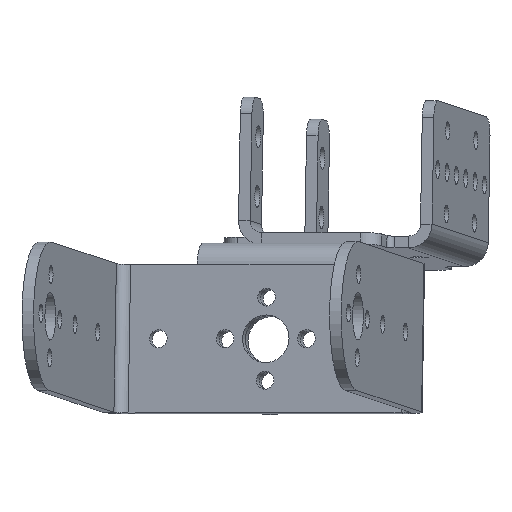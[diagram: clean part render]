
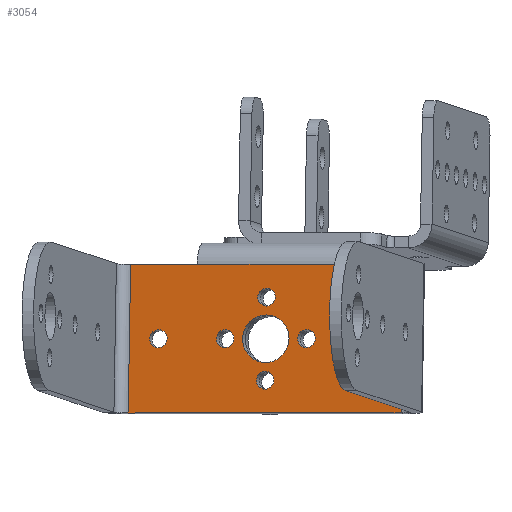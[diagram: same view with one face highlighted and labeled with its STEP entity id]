
A CAD part, top view. The second image highlights one B-rep face of the part: STEP entity #3054.
In plain terms, the highlighted face is planar.
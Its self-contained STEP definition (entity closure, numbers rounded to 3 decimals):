
#296=FACE_BOUND('',#782,.T.);
#297=FACE_BOUND('',#783,.T.);
#298=FACE_BOUND('',#784,.T.);
#299=FACE_BOUND('',#785,.T.);
#300=FACE_BOUND('',#786,.T.);
#301=FACE_BOUND('',#787,.T.);
#302=FACE_BOUND('',#788,.T.);
#360=PLANE('',#3576);
#510=FACE_OUTER_BOUND('',#781,.T.);
#781=EDGE_LOOP('',(#2802,#2803,#2804,#2805));
#782=EDGE_LOOP('',(#2806));
#783=EDGE_LOOP('',(#2807));
#784=EDGE_LOOP('',(#2808));
#785=EDGE_LOOP('',(#2809));
#786=EDGE_LOOP('',(#2810));
#787=EDGE_LOOP('',(#2811));
#788=EDGE_LOOP('',(#2812));
#978=LINE('',#5343,#1186);
#985=LINE('',#5365,#1193);
#987=LINE('',#5369,#1195);
#989=LINE('',#5387,#1197);
#1186=VECTOR('',#4428,10.);
#1193=VECTOR('',#4455,10.);
#1195=VECTOR('',#4461,10.);
#1197=VECTOR('',#4481,10.);
#1382=CIRCLE('',#3563,1.5);
#1383=CIRCLE('',#3565,4.);
#1384=CIRCLE('',#3567,1.5);
#1385=CIRCLE('',#3569,1.5);
#1386=CIRCLE('',#3571,1.5);
#1387=CIRCLE('',#3573,1.5);
#1388=CIRCLE('',#3575,1.5);
#1616=VERTEX_POINT('',#5333);
#1617=VERTEX_POINT('',#5337);
#1621=VERTEX_POINT('',#5357);
#1622=VERTEX_POINT('',#5361);
#1630=VERTEX_POINT('',#5389);
#1631=VERTEX_POINT('',#5393);
#1632=VERTEX_POINT('',#5397);
#1633=VERTEX_POINT('',#5401);
#1634=VERTEX_POINT('',#5405);
#1635=VERTEX_POINT('',#5409);
#1636=VERTEX_POINT('',#5413);
#1992=EDGE_CURVE('',#1616,#1617,#978,.T.);
#2003=EDGE_CURVE('',#1621,#1622,#985,.T.);
#2005=EDGE_CURVE('',#1617,#1621,#987,.T.);
#2014=EDGE_CURVE('',#1622,#1616,#989,.T.);
#2016=EDGE_CURVE('',#1630,#1630,#1382,.T.);
#2018=EDGE_CURVE('',#1631,#1631,#1383,.T.);
#2020=EDGE_CURVE('',#1632,#1632,#1384,.T.);
#2022=EDGE_CURVE('',#1633,#1633,#1385,.T.);
#2024=EDGE_CURVE('',#1634,#1634,#1386,.T.);
#2026=EDGE_CURVE('',#1635,#1635,#1387,.T.);
#2028=EDGE_CURVE('',#1636,#1636,#1388,.T.);
#2802=ORIENTED_EDGE('',*,*,#1992,.T.);
#2803=ORIENTED_EDGE('',*,*,#2005,.T.);
#2804=ORIENTED_EDGE('',*,*,#2003,.T.);
#2805=ORIENTED_EDGE('',*,*,#2014,.T.);
#2806=ORIENTED_EDGE('',*,*,#2028,.T.);
#2807=ORIENTED_EDGE('',*,*,#2026,.T.);
#2808=ORIENTED_EDGE('',*,*,#2024,.T.);
#2809=ORIENTED_EDGE('',*,*,#2022,.T.);
#2810=ORIENTED_EDGE('',*,*,#2020,.T.);
#2811=ORIENTED_EDGE('',*,*,#2018,.T.);
#2812=ORIENTED_EDGE('',*,*,#2016,.T.);
#3054=ADVANCED_FACE('',(#510,#296,#297,#298,#299,#300,#301,#302),#360,.T.);
#3563=AXIS2_PLACEMENT_3D('',#5391,#4485,#4486);
#3565=AXIS2_PLACEMENT_3D('',#5395,#4490,#4491);
#3567=AXIS2_PLACEMENT_3D('',#5399,#4495,#4496);
#3569=AXIS2_PLACEMENT_3D('',#5403,#4500,#4501);
#3571=AXIS2_PLACEMENT_3D('',#5407,#4505,#4506);
#3573=AXIS2_PLACEMENT_3D('',#5411,#4510,#4511);
#3575=AXIS2_PLACEMENT_3D('',#5415,#4515,#4516);
#3576=AXIS2_PLACEMENT_3D('',#5416,#4517,#4518);
#4428=DIRECTION('',(0.,-1.,0.));
#4455=DIRECTION('',(0.,1.,0.));
#4461=DIRECTION('',(1.,0.,0.));
#4481=DIRECTION('',(-1.,0.,0.));
#4485=DIRECTION('center_axis',(0.,0.,-1.));
#4486=DIRECTION('ref_axis',(1.,0.,0.));
#4490=DIRECTION('center_axis',(0.,0.,-1.));
#4491=DIRECTION('ref_axis',(1.,0.,0.));
#4495=DIRECTION('center_axis',(0.,0.,-1.));
#4496=DIRECTION('ref_axis',(1.,0.,0.));
#4500=DIRECTION('center_axis',(0.,0.,-1.));
#4501=DIRECTION('ref_axis',(1.,0.,0.));
#4505=DIRECTION('center_axis',(0.,0.,-1.));
#4506=DIRECTION('ref_axis',(1.,0.,0.));
#4510=DIRECTION('center_axis',(0.,0.,-1.));
#4511=DIRECTION('ref_axis',(1.,0.,0.));
#4515=DIRECTION('center_axis',(0.,0.,-1.));
#4516=DIRECTION('ref_axis',(1.,0.,0.));
#4517=DIRECTION('center_axis',(0.,0.,1.));
#4518=DIRECTION('ref_axis',(1.,0.,0.));
#5333=CARTESIAN_POINT('',(-23.5,12.5,2.));
#5337=CARTESIAN_POINT('',(-23.5,-12.5,2.));
#5343=CARTESIAN_POINT('',(-23.5,6.25,2.));
#5357=CARTESIAN_POINT('',(23.5,-12.5,2.));
#5361=CARTESIAN_POINT('',(23.5,12.5,2.));
#5365=CARTESIAN_POINT('',(23.5,-6.25,2.));
#5369=CARTESIAN_POINT('',(-27.5,-12.5,2.));
#5387=CARTESIAN_POINT('',(27.5,12.5,2.));
#5389=CARTESIAN_POINT('',(-1.5,7.,2.));
#5391=CARTESIAN_POINT('Origin',(0.,7.,2.));
#5393=CARTESIAN_POINT('',(-4.,0.,2.));
#5395=CARTESIAN_POINT('Origin',(0.,0.,2.));
#5397=CARTESIAN_POINT('',(-8.5,0.,2.));
#5399=CARTESIAN_POINT('Origin',(-7.,0.,2.));
#5401=CARTESIAN_POINT('',(-20.,0.,2.));
#5403=CARTESIAN_POINT('Origin',(-18.5,0.,2.));
#5405=CARTESIAN_POINT('',(5.5,0.,2.));
#5407=CARTESIAN_POINT('Origin',(7.,0.,2.));
#5409=CARTESIAN_POINT('',(17.,0.,2.));
#5411=CARTESIAN_POINT('Origin',(18.5,0.,2.));
#5413=CARTESIAN_POINT('',(-1.5,-7.,2.));
#5415=CARTESIAN_POINT('Origin',(0.,-7.,2.));
#5416=CARTESIAN_POINT('Origin',(0.,0.,2.));
